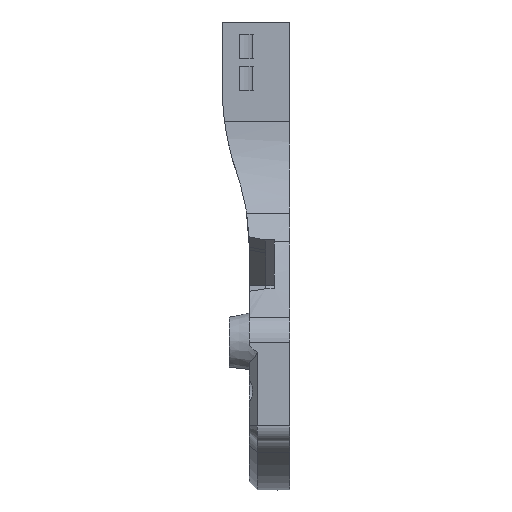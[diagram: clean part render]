
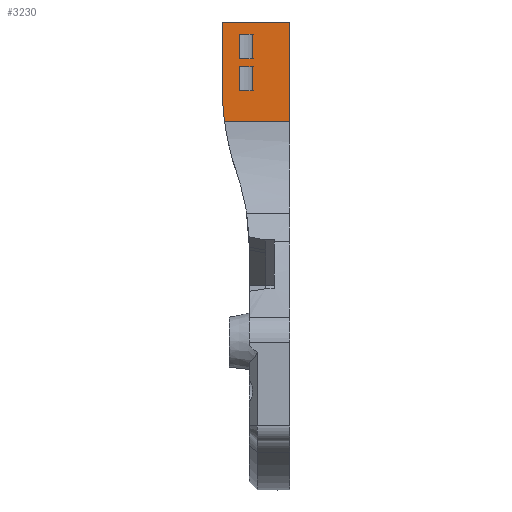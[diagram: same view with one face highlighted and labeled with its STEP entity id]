
A CAD part, left-side view. The second image highlights one B-rep face of the part: STEP entity #3230.
In plain terms, the highlighted planar face has unit normal (-1, 0, 0).
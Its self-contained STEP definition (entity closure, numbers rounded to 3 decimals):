
#113=FACE_BOUND('',#542,.T.);
#114=FACE_BOUND('',#543,.T.);
#173=PLANE('',#3573);
#336=FACE_OUTER_BOUND('',#541,.T.);
#541=EDGE_LOOP('',(#2778,#2779,#2780,#2781,#2782));
#542=EDGE_LOOP('',(#2783,#2784,#2785,#2786));
#543=EDGE_LOOP('',(#2787,#2788,#2789,#2790));
#626=LINE('',#4766,#908);
#812=LINE('',#5461,#1094);
#816=LINE('',#5473,#1098);
#817=LINE('',#5475,#1099);
#818=LINE('',#5479,#1100);
#819=LINE('',#5481,#1101);
#820=LINE('',#5483,#1102);
#821=LINE('',#5484,#1103);
#822=LINE('',#5487,#1104);
#823=LINE('',#5489,#1105);
#824=LINE('',#5491,#1106);
#825=LINE('',#5492,#1107);
#908=VECTOR('',#3772,1000.);
#1094=VECTOR('',#4420,1000.);
#1098=VECTOR('',#4430,1000.);
#1099=VECTOR('',#4431,1000.);
#1100=VECTOR('',#4434,1000.);
#1101=VECTOR('',#4435,1000.);
#1102=VECTOR('',#4436,1000.);
#1103=VECTOR('',#4437,1000.);
#1104=VECTOR('',#4438,1000.);
#1105=VECTOR('',#4439,1000.);
#1106=VECTOR('',#4440,1000.);
#1107=VECTOR('',#4441,1000.);
#1297=CIRCLE('',#3574,32.25);
#1366=VERTEX_POINT('',#4763);
#1367=VERTEX_POINT('',#4765);
#1560=VERTEX_POINT('',#5460);
#1565=VERTEX_POINT('',#5472);
#1566=VERTEX_POINT('',#5474);
#1567=VERTEX_POINT('',#5477);
#1568=VERTEX_POINT('',#5478);
#1569=VERTEX_POINT('',#5480);
#1570=VERTEX_POINT('',#5482);
#1571=VERTEX_POINT('',#5485);
#1572=VERTEX_POINT('',#5486);
#1573=VERTEX_POINT('',#5488);
#1574=VERTEX_POINT('',#5490);
#1672=EDGE_CURVE('',#1366,#1367,#626,.T.);
#1987=EDGE_CURVE('',#1560,#1366,#812,.T.);
#1993=EDGE_CURVE('',#1565,#1367,#816,.T.);
#1994=EDGE_CURVE('',#1566,#1560,#817,.T.);
#1995=EDGE_CURVE('',#1566,#1565,#1297,.T.);
#1996=EDGE_CURVE('',#1567,#1568,#818,.T.);
#1997=EDGE_CURVE('',#1568,#1569,#819,.T.);
#1998=EDGE_CURVE('',#1570,#1569,#820,.T.);
#1999=EDGE_CURVE('',#1570,#1567,#821,.T.);
#2000=EDGE_CURVE('',#1571,#1572,#822,.T.);
#2001=EDGE_CURVE('',#1572,#1573,#823,.T.);
#2002=EDGE_CURVE('',#1573,#1574,#824,.T.);
#2003=EDGE_CURVE('',#1574,#1571,#825,.T.);
#2778=ORIENTED_EDGE('',*,*,#1993,.T.);
#2779=ORIENTED_EDGE('',*,*,#1672,.F.);
#2780=ORIENTED_EDGE('',*,*,#1987,.F.);
#2781=ORIENTED_EDGE('',*,*,#1994,.F.);
#2782=ORIENTED_EDGE('',*,*,#1995,.T.);
#2783=ORIENTED_EDGE('',*,*,#1996,.T.);
#2784=ORIENTED_EDGE('',*,*,#1997,.T.);
#2785=ORIENTED_EDGE('',*,*,#1998,.F.);
#2786=ORIENTED_EDGE('',*,*,#1999,.T.);
#2787=ORIENTED_EDGE('',*,*,#2000,.T.);
#2788=ORIENTED_EDGE('',*,*,#2001,.T.);
#2789=ORIENTED_EDGE('',*,*,#2002,.T.);
#2790=ORIENTED_EDGE('',*,*,#2003,.T.);
#3230=ADVANCED_FACE('',(#336,#113,#114),#173,.T.);
#3573=AXIS2_PLACEMENT_3D('',#5471,#4428,#4429);
#3574=AXIS2_PLACEMENT_3D('',#5476,#4432,#4433);
#3772=DIRECTION('',(0.,0.,-1.));
#4420=DIRECTION('',(0.,-1.,0.));
#4428=DIRECTION('center_axis',(-1.,0.,0.));
#4429=DIRECTION('ref_axis',(0.,0.,
-1.));
#4430=DIRECTION('',(0.,-1.,0.));
#4431=DIRECTION('',(0.,0.,1.));
#4432=DIRECTION('center_axis',(-1.,0.,0.));
#4433=DIRECTION('ref_axis',(0.,0.995,-0.098));
#4434=DIRECTION('',(0.,-1.,0.));
#4435=DIRECTION('',(0.,0.,-1.));
#4436=DIRECTION('',(0.,-1.,0.));
#4437=DIRECTION('',(0.,0.,1.));
#4438=DIRECTION('',(0.,-1.,0.));
#4439=DIRECTION('',(0.,0.,-1.));
#4440=DIRECTION('',(0.,1.,0.));
#4441=DIRECTION('',(0.,0.,1.));
#4763=CARTESIAN_POINT('',(-4.263,31.094,141.378));
#4765=CARTESIAN_POINT('',(-4.263,31.094,129.014));
#4766=CARTESIAN_POINT('',(-4.263,31.094,110.835));
#5460=CARTESIAN_POINT('',(-4.263,39.458,141.378));
#5461=CARTESIAN_POINT('',(-4.263,33.594,141.378));
#5471=CARTESIAN_POINT('Origin',(-4.263,33.594,141.378));
#5472=CARTESIAN_POINT('',(-4.263,39.177,129.014));
#5473=CARTESIAN_POINT('',(-4.263,33.594,129.014));
#5474=CARTESIAN_POINT('',(-4.263,39.458,133.258));
#5475=CARTESIAN_POINT('',(-4.263,39.458,125.118));
#5476=CARTESIAN_POINT('Origin',(-4.263,7.208,133.258));
#5477=CARTESIAN_POINT('',(-4.263,37.354,135.828));
#5478=CARTESIAN_POINT('',(-4.263,35.748,135.828));
#5479=CARTESIAN_POINT('',(-4.263,34.699,135.828));
#5480=CARTESIAN_POINT('',(-4.263,35.748,132.828));
#5481=CARTESIAN_POINT('',(-4.263,35.748,133.828));
#5482=CARTESIAN_POINT('',(-4.263,37.354,132.828));
#5483=CARTESIAN_POINT('',(-4.263,34.699,132.828));
#5484=CARTESIAN_POINT('',(-4.263,37.354,137.828));
#5485=CARTESIAN_POINT('',(-4.263,37.354,139.828));
#5486=CARTESIAN_POINT('',(-4.263,35.748,139.828));
#5487=CARTESIAN_POINT('',(-4.263,36.809,139.828));
#5488=CARTESIAN_POINT('',(-4.263,35.748,136.828));
#5489=CARTESIAN_POINT('',(-4.263,35.748,133.828));
#5490=CARTESIAN_POINT('',(-4.263,37.354,136.828));
#5491=CARTESIAN_POINT('',(-4.263,36.809,136.828));
#5492=CARTESIAN_POINT('',(-4.263,37.354,137.828));
